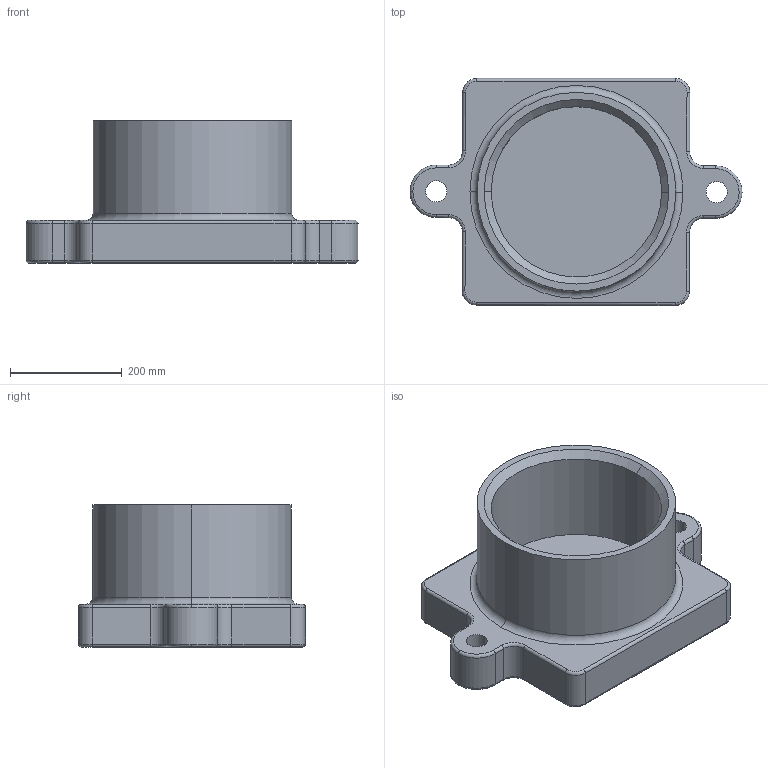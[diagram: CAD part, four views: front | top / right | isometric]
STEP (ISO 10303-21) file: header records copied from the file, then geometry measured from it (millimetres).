
FILE_DESCRIPTION(('FreeCAD Model'),'2;1');
FILE_NAME('M12_Lens_Holder.step', '2018-06-24T16:31:56',('Author'),(''), 'Open CASCADE STEP processor 6.8','FreeCAD','Unknown');
FILE_SCHEMA(('AUTOMOTIVE_DESIGN_CC2 { 1 2 10303 214 -1 1 5 4 }'));
Length unit declared in the file: millimetre
Products named in the file (2): ASSEMBLY; LensHolder
Assembly tree (1 placements, depth 2):
  ASSEMBLY
    LensHolder
Bounding box: 593.75 x 406.18 x 254 mm (x, y, z)
Volume: 18205135.1 mm3; surface area: 862167.8 mm2
Topology: 1 solids, 1 shells, 87 faces, 201 edges, 118 vertices
Faces by surface type: cylinder 41, torus 30, plane 14, cone 2
Entity records: 11755 total; most frequent: CARTESIAN_POINT 8082, DIRECTION 591, ORIENTED_EDGE 402, PCURVE 402, DEFINITIONAL_REPRESENTATION 402, B_SPLINE_CURVE_WITH_KNOTS 298, AXIS2_PLACEMENT_3D 217, EDGE_CURVE 201
